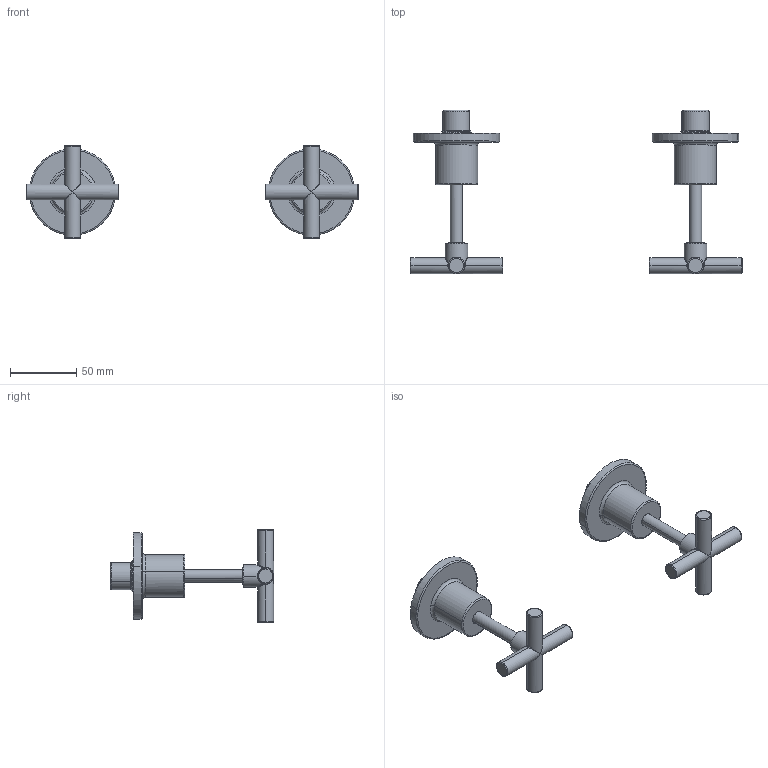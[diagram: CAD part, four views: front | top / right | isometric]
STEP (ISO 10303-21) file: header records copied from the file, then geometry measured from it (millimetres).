
FILE_DESCRIPTION(/* description */ (''),/* implementation_level */ '2;1');
FILE_NAME(/* name */ 'STEP - 26112',/* time_stamp */ '2025-05-16T15:18:03+10:00',/* author */ (''),/* organization */ (''),/* preprocessor_version */ 'ST-DEVELOPER v16.5',/* originating_system */ 'Rhino 7.37',/* authorisation */ '');
FILE_SCHEMA (('AUTOMOTIVE_DESIGN'));
Length unit declared in the file: millimetre
Products named in the file (9): Document; 26112; 8745-25-18; 8745-25-24; fh008; 8745-312; 0022-8; ORING11.4-1.86; fh008-1
Assembly tree (15 placements, depth 3):
  Document
    26112
      8745-25-18  x2
      8745-25-24  x2
      fh008  x2
      8745-312  x2
      0022-8  x2
      ORING11.4-1.86  x2
      fh008-1  x2
Bounding box: 250 x 122.96 x 70 mm (x, y, z)
Volume: 79174 mm3; surface area: 60319.2 mm2
Topology: 12 solids, 14 shells, 546 faces, 1408 edges, 894 vertices
Faces by surface type: cylinder 278, bspline 150, plane 118
Entity records: 26334 total; most frequent: CARTESIAN_POINT 21682, ORIENTED_EDGE 1396, EDGE_CURVE 700, VERTEX_POINT 447, B_SPLINE_CURVE_WITH_KNOTS 352, EDGE_LOOP 288, ADVANCED_FACE 273, FACE_OUTER_BOUND 273
